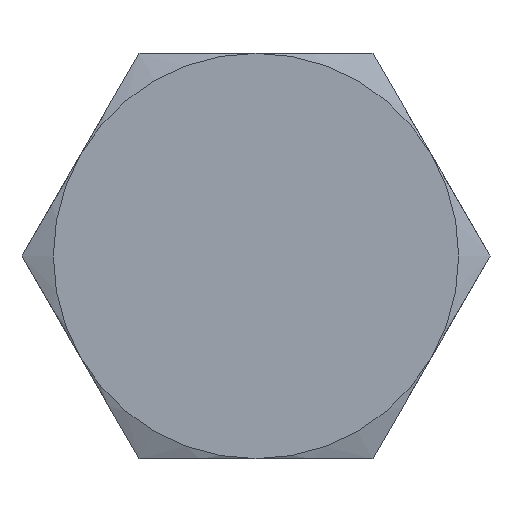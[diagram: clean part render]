
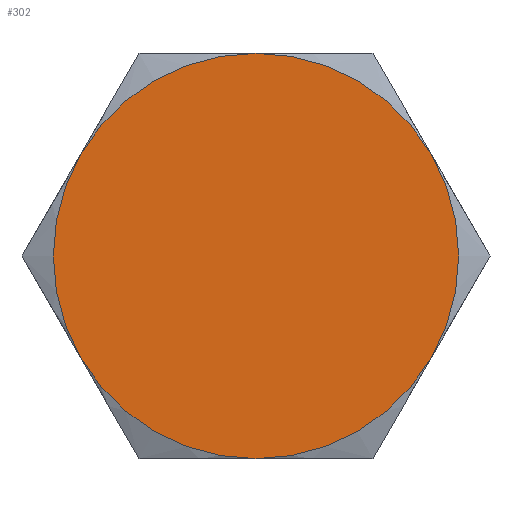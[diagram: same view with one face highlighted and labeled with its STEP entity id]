
A CAD part, left-side view. The second image highlights one B-rep face of the part: STEP entity #302.
In plain terms, the highlighted planar face has unit normal (-1, 0, 0).
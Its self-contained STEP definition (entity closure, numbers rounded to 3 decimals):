
#20=CIRCLE('',#333,2.75);
#21=CIRCLE('',#335,2.75);
#22=CIRCLE('',#337,2.75);
#23=CIRCLE('',#339,2.75);
#24=CIRCLE('',#341,2.75);
#25=CIRCLE('',#343,2.75);
#60=FACE_OUTER_BOUND('',#82,.T.);
#82=EDGE_LOOP('',(#267,#268,#269,#270,#271,#272));
#128=VERTEX_POINT('',#452);
#133=VERTEX_POINT('',#467);
#135=VERTEX_POINT('',#478);
#137=VERTEX_POINT('',#488);
#140=VERTEX_POINT('',#500);
#142=VERTEX_POINT('',#511);
#174=EDGE_CURVE('',#128,#135,#20,.T.);
#175=EDGE_CURVE('',#142,#128,#21,.T.);
#176=EDGE_CURVE('',#140,#142,#22,.T.);
#177=EDGE_CURVE('',#137,#140,#23,.T.);
#178=EDGE_CURVE('',#133,#137,#24,.T.);
#179=EDGE_CURVE('',#135,#133,#25,.T.);
#267=ORIENTED_EDGE('',*,*,#175,.F.);
#268=ORIENTED_EDGE('',*,*,#176,.F.);
#269=ORIENTED_EDGE('',*,*,#177,.F.);
#270=ORIENTED_EDGE('',*,*,#178,.F.);
#271=ORIENTED_EDGE('',*,*,#179,.F.);
#272=ORIENTED_EDGE('',*,*,#174,.F.);
#282=PLANE('',#359);
#302=ADVANCED_FACE('',(#60),#282,.T.);
#333=AXIS2_PLACEMENT_3D('',#519,#388,#389);
#335=AXIS2_PLACEMENT_3D('',#521,#392,#393);
#337=AXIS2_PLACEMENT_3D('',#523,#396,#397);
#339=AXIS2_PLACEMENT_3D('',#525,#400,#401);
#341=AXIS2_PLACEMENT_3D('',#527,#404,#405);
#343=AXIS2_PLACEMENT_3D('',#529,#408,#409);
#359=AXIS2_PLACEMENT_3D('',#555,#443,#444);
#388=DIRECTION('center_axis',(1.,0.,0.));
#389=DIRECTION('ref_axis',(0.,0.,-1.));
#392=DIRECTION('center_axis',(1.,0.,0.));
#393=DIRECTION('ref_axis',(0.,0.,-1.));
#396=DIRECTION('center_axis',(1.,0.,0.));
#397=DIRECTION('ref_axis',(0.,0.,-1.));
#400=DIRECTION('center_axis',(1.,0.,0.));
#401=DIRECTION('ref_axis',(0.,0.,-1.));
#404=DIRECTION('center_axis',(1.,0.,0.));
#405=DIRECTION('ref_axis',(0.,0.,-1.));
#408=DIRECTION('center_axis',(1.,0.,0.));
#409=DIRECTION('ref_axis',(0.,0.,-1.));
#443=DIRECTION('center_axis',(-1.,0.,0.));
#444=DIRECTION('ref_axis',(0.,0.,1.));
#452=CARTESIAN_POINT('',(-2.,2.382,1.375));
#467=CARTESIAN_POINT('',(-2.,-2.382,1.375));
#478=CARTESIAN_POINT('',(-2.,0.,2.75));
#488=CARTESIAN_POINT('',(-2.,-2.382,-1.375));
#500=CARTESIAN_POINT('',(-2.,0.,-2.75));
#511=CARTESIAN_POINT('',(-2.,2.382,-1.375));
#519=CARTESIAN_POINT('Origin',(-2.,0.,0.));
#521=CARTESIAN_POINT('Origin',(-2.,0.,0.));
#523=CARTESIAN_POINT('Origin',(-2.,0.,0.));
#525=CARTESIAN_POINT('Origin',(-2.,0.,0.));
#527=CARTESIAN_POINT('Origin',(-2.,0.,0.));
#529=CARTESIAN_POINT('Origin',(-2.,0.,0.));
#555=CARTESIAN_POINT('Origin',(-2.,2.75,0.));
